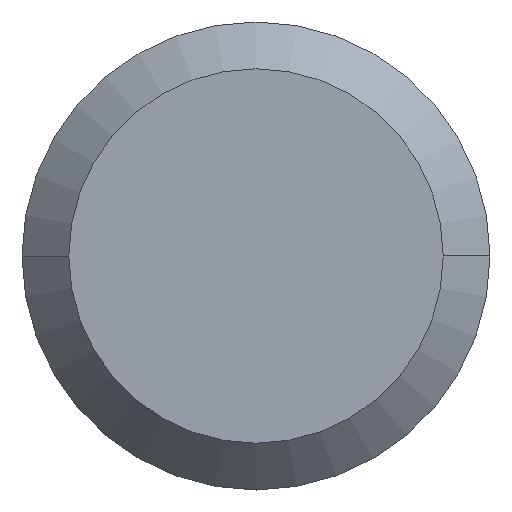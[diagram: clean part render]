
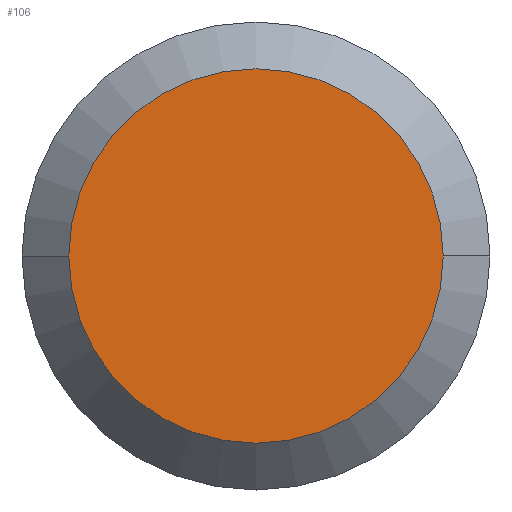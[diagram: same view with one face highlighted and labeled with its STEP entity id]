
A CAD part, left-side view. The second image highlights one B-rep face of the part: STEP entity #106.
In plain terms, the highlighted planar face has unit normal (-1, 0, 0).
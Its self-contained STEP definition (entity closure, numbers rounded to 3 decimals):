
#57=CARTESIAN_POINT('Axis2P3D Location',(-7.5,0.,0.)) ;
#61=CARTESIAN_POINT('Vertex',(-7.5,4.,0.)) ;
#63=CARTESIAN_POINT('Vertex',(-7.5,-4.,0.)) ;
#92=CARTESIAN_POINT('Axis2P3D Location',(-7.5,0.,0.)) ;
#97=CARTESIAN_POINT('Axis2P3D Location',(-7.5,0.,0.)) ;
#58=DIRECTION('Axis2P3D Direction',(1.,0.,-0.)) ;
#93=DIRECTION('Axis2P3D Direction',(1.,0.,-0.)) ;
#94=DIRECTION('Axis2P3D XDirection',(0.,1.,0.)) ;
#98=DIRECTION('Axis2P3D Direction',(1.,0.,-0.)) ;
#59=AXIS2_PLACEMENT_3D('Circle Axis2P3D',#57,#58,$) ;
#95=AXIS2_PLACEMENT_3D('Plane Axis2P3D',#92,#93,#94) ;
#99=AXIS2_PLACEMENT_3D('Circle Axis2P3D',#97,#98,$) ;
#103=ORIENTED_EDGE('',*,*,#65,.F.) ;
#104=ORIENTED_EDGE('',*,*,#101,.F.) ;
#106=ADVANCED_FACE('R\X2\00E9\X0\volution1',(#105),#96,.F.) ;
#60=CIRCLE('generated circle',#59,4.) ;
#100=CIRCLE('generated circle',#99,4.) ;
#65=EDGE_CURVE('',#62,#64,#60,.T.) ;
#101=EDGE_CURVE('',#64,#62,#100,.T.) ;
#102=EDGE_LOOP('',(#103,#104)) ;
#105=FACE_OUTER_BOUND('',#102,.T.) ;
#96=PLANE('',#95) ;
#62=VERTEX_POINT('',#61) ;
#64=VERTEX_POINT('',#63) ;
